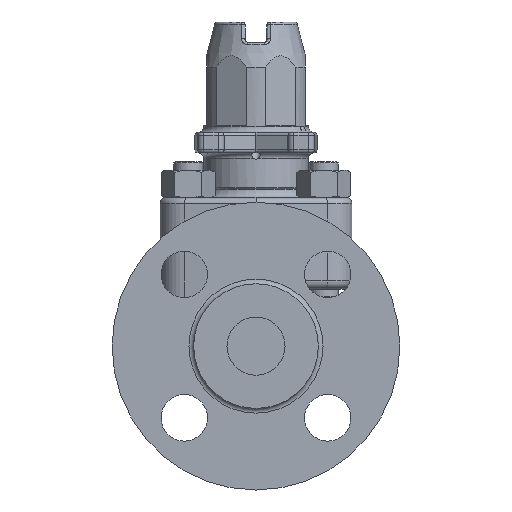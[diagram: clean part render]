
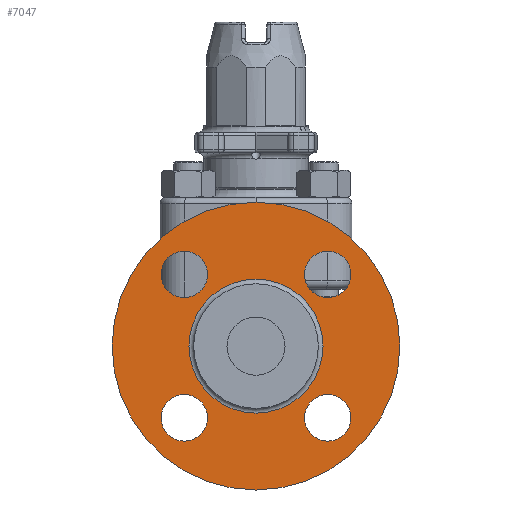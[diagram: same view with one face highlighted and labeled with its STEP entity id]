
A CAD part, left-side view. The second image highlights one B-rep face of the part: STEP entity #7047.
In plain terms, the highlighted planar face has unit normal (-1, 0, 0).
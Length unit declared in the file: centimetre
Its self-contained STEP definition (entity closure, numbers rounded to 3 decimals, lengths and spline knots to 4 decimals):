
#1257=FACE_BOUND('',#2301,.T.);
#1258=FACE_BOUND('',#2302,.T.);
#1259=FACE_BOUND('',#2303,.T.);
#1260=FACE_BOUND('',#2304,.T.);
#1261=FACE_BOUND('',#2305,.T.);
#1751=FACE_OUTER_BOUND('',#2300,.T.);
#2300=EDGE_LOOP('',(#5804));
#2301=EDGE_LOOP('',(#5805));
#2302=EDGE_LOOP('',(#5806));
#2303=EDGE_LOOP('',(#5807));
#2304=EDGE_LOOP('',(#5808));
#2305=EDGE_LOOP('',(#5809));
#2823=CIRCLE('',#7826,2.305);
#2824=CIRCLE('',#7828,4.95);
#2825=CIRCLE('',#7829,0.8);
#2826=CIRCLE('',#7830,0.8);
#2827=CIRCLE('',#7831,0.8);
#2828=CIRCLE('',#7832,0.8);
#3310=VERTEX_POINT('',#12503);
#3311=VERTEX_POINT('',#12506);
#3312=VERTEX_POINT('',#12508);
#3313=VERTEX_POINT('',#12510);
#3314=VERTEX_POINT('',#12512);
#3315=VERTEX_POINT('',#12514);
#4186=EDGE_CURVE('',#3310,#3310,#2823,.T.);
#4187=EDGE_CURVE('',#3311,#3311,#2824,.T.);
#4188=EDGE_CURVE('',#3312,#3312,#2825,.T.);
#4189=EDGE_CURVE('',#3313,#3313,#2826,.T.);
#4190=EDGE_CURVE('',#3314,#3314,#2827,.T.);
#4191=EDGE_CURVE('',#3315,#3315,#2828,.T.);
#5804=ORIENTED_EDGE('',*,*,#4187,.F.);
#5805=ORIENTED_EDGE('',*,*,#4188,.T.);
#5806=ORIENTED_EDGE('',*,*,#4189,.T.);
#5807=ORIENTED_EDGE('',*,*,#4190,.T.);
#5808=ORIENTED_EDGE('',*,*,#4191,.T.);
#5809=ORIENTED_EDGE('',*,*,#4186,.F.);
#6660=PLANE('',#7827);
#7047=ADVANCED_FACE('',(#1751,#1257,#1258,#1259,#1260,#1261),#6660,.F.);
#7826=AXIS2_PLACEMENT_3D('',#12504,#9517,#9518);
#7827=AXIS2_PLACEMENT_3D('',#12505,#9519,#9520);
#7828=AXIS2_PLACEMENT_3D('',#12507,#9521,#9522);
#7829=AXIS2_PLACEMENT_3D('',#12509,#9523,#9524);
#7830=AXIS2_PLACEMENT_3D('',#12511,#9525,#9526);
#7831=AXIS2_PLACEMENT_3D('',#12513,#9527,#9528);
#7832=AXIS2_PLACEMENT_3D('',#12515,#9529,#9530);
#9517=DIRECTION('center_axis',(-1.,0.,0.));
#9518=DIRECTION('ref_axis',(0.,0.,1.));
#9519=DIRECTION('center_axis',(1.,0.,0.));
#9520=DIRECTION('ref_axis',(0.,0.,-1.));
#9521=DIRECTION('center_axis',(1.,0.,0.));
#9522=DIRECTION('ref_axis',(0.,0.,1.));
#9523=DIRECTION('center_axis',(1.,0.,0.));
#9524=DIRECTION('ref_axis',(0.,0.,1.));
#9525=DIRECTION('center_axis',(1.,0.,0.));
#9526=DIRECTION('ref_axis',(0.,-1.,0.));
#9527=DIRECTION('center_axis',(1.,0.,0.));
#9528=DIRECTION('ref_axis',(0.,0.,-1.));
#9529=DIRECTION('center_axis',(1.,0.,0.));
#9530=DIRECTION('ref_axis',(0.,1.,0.));
#12503=CARTESIAN_POINT('',(-9.0525,-0.2362,-2.305));
#12504=CARTESIAN_POINT('Origin',(-9.0525,-0.2362,0.));
#12505=CARTESIAN_POINT('Origin',(-9.0525,-0.2362,0.));
#12506=CARTESIAN_POINT('',(-9.0525,-0.2362,-4.95));
#12507=CARTESIAN_POINT('Origin',(-9.0525,-0.2362,0.));
#12508=CARTESIAN_POINT('',(-9.0525,2.2316,1.6678));
#12509=CARTESIAN_POINT('Origin',(-9.0525,2.2316,2.4678));
#12510=CARTESIAN_POINT('',(-9.0525,-1.904,2.4678));
#12511=CARTESIAN_POINT('Origin',(-9.0525,-2.704,2.4678));
#12512=CARTESIAN_POINT('',(-9.0525,-2.704,-1.6678));
#12513=CARTESIAN_POINT('Origin',(-9.0525,-2.704,-2.4678));
#12514=CARTESIAN_POINT('',(-9.0525,1.4316,-2.4678));
#12515=CARTESIAN_POINT('Origin',(-9.0525,2.2316,-2.4678));
